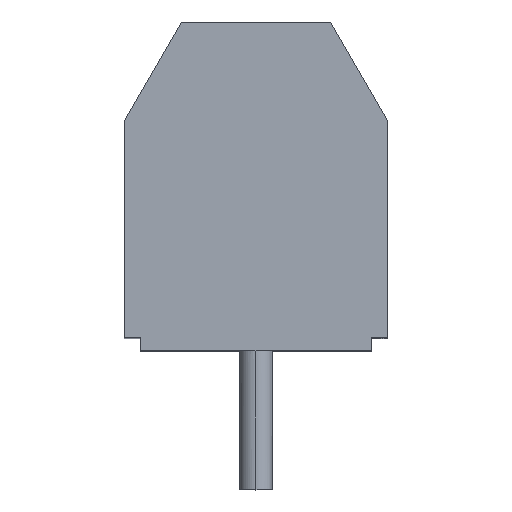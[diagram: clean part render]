
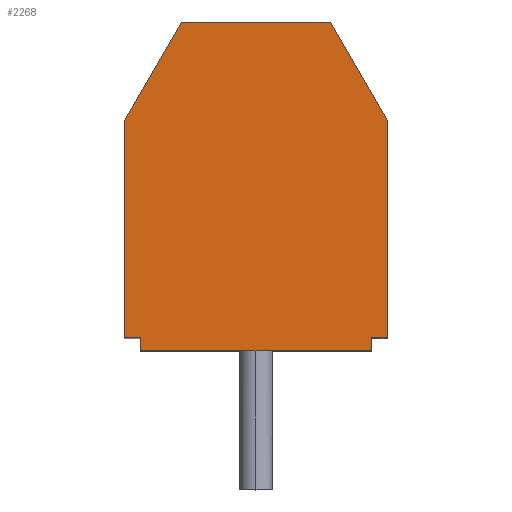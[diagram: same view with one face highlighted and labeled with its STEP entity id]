
A CAD part, top view. The second image highlights one B-rep face of the part: STEP entity #2268.
In plain terms, the highlighted planar face has unit normal (0, 0, 1).
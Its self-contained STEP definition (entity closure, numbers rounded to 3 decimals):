
#449 = VERTEX_POINT ( 'NONE', #4565 ) ;
#451 = EDGE_CURVE ( 'NONE', #452, #449, #4564, .T. ) ;
#452 = VERTEX_POINT ( 'NONE', #4560 ) ;
#1123 = VERTEX_POINT ( 'NONE', #5663 ) ;
#1125 = EDGE_CURVE ( 'NONE', #449, #1123, #5662, .T. ) ;
#1129 = VERTEX_POINT ( 'NONE', #5652 ) ;
#1136 = EDGE_CURVE ( 'NONE', #452, #1137, #5651, .T. ) ;
#1137 = VERTEX_POINT ( 'NONE', #5647 ) ;
#1186 = EDGE_CURVE ( 'NONE', #1123, #1129, #5752, .T. ) ;
#1610 = VERTEX_POINT ( 'NONE', #6328 ) ;
#1656 = VERTEX_POINT ( 'NONE', #6379 ) ;
#1659 = EDGE_CURVE ( 'NONE', #1610, #1656, #6378, .T. ) ;
#1675 = VERTEX_POINT ( 'NONE', #6465 ) ;
#1680 = EDGE_CURVE ( 'NONE', #1656, #1675, #6458, .T. ) ;
#1723 = EDGE_CURVE ( 'NONE', #1675, #1137, #6554, .T. ) ;
#2245 = ORIENTED_EDGE ( 'NONE', *, *, #2246, .F. ) ;
#2246 = EDGE_CURVE ( 'NONE', #2247, #1129, #7722, .T. ) ;
#2247 = VERTEX_POINT ( 'NONE', #7714 ) ;
#2248 = ORIENTED_EDGE ( 'NONE', *, *, #2249, .F. ) ;
#2249 = EDGE_CURVE ( 'NONE', #2262, #2247, #7713, .T. ) ;
#2250 = ORIENTED_EDGE ( 'NONE', *, *, #2267, .T. ) ;
#2251 = ORIENTED_EDGE ( 'NONE', *, *, #1659, .T. ) ;
#2252 = ORIENTED_EDGE ( 'NONE', *, *, #1680, .T. ) ;
#2253 = ORIENTED_EDGE ( 'NONE', *, *, #1723, .T. ) ;
#2254 = ORIENTED_EDGE ( 'NONE', *, *, #1136, .F. ) ;
#2255 = ORIENTED_EDGE ( 'NONE', *, *, #451, .T. ) ;
#2262 = VERTEX_POINT ( 'NONE', #7694 ) ;
#2267 = EDGE_CURVE ( 'NONE', #2262, #1610, #7758, .T. ) ;
#2268 = ADVANCED_FACE ( 'NONE', ( #7754 ), #7753, .T. ) ;
#2269 = EDGE_LOOP ( 'NONE', ( #2245, #2248, #2250, #2251, #2252, #2253, #2254, #2255, #2313, #2314 ) ) ;
#2313 = ORIENTED_EDGE ( 'NONE', *, *, #1125, .T. ) ;
#2314 = ORIENTED_EDGE ( 'NONE', *, *, #1186, .T. ) ;
#4560 = CARTESIAN_POINT ( 'NONE',  ( -3.062, -2.845, 0. ) ) ;
#4561 = DIRECTION ( 'NONE',  ( 0., -1., 0. ) ) ;
#4562 = VECTOR ( 'NONE', #4561, 1000. ) ;
#4563 = CARTESIAN_POINT ( 'NONE',  ( -3.062, -3.045, 0. ) ) ;
#4564 = LINE ( 'NONE', #4563, #4562 ) ;
#4565 = CARTESIAN_POINT ( 'NONE',  ( -3.062, -3.245, 0. ) ) ;
#5647 = CARTESIAN_POINT ( 'NONE',  ( -3.562, -2.845, 0. ) ) ;
#5648 = DIRECTION ( 'NONE',  ( -1., 0., 0. ) ) ;
#5649 = VECTOR ( 'NONE', #5648, 1000. ) ;
#5650 = CARTESIAN_POINT ( 'NONE',  ( 0.438, -2.845, 0. ) ) ;
#5651 = LINE ( 'NONE', #5650, #5649 ) ;
#5652 = CARTESIAN_POINT ( 'NONE',  ( 3.938, -2.845, 0. ) ) ;
#5659 = DIRECTION ( 'NONE',  ( 1., 0., 0. ) ) ;
#5660 = VECTOR ( 'NONE', #5659, 1000. ) ;
#5661 = CARTESIAN_POINT ( 'NONE',  ( 0.438, -3.245, 0. ) ) ;
#5662 = LINE ( 'NONE', #5661, #5660 ) ;
#5663 = CARTESIAN_POINT ( 'NONE',  ( 3.938, -3.245, 0. ) ) ;
#5749 = DIRECTION ( 'NONE',  ( 0., 1., 0. ) ) ;
#5750 = VECTOR ( 'NONE', #5749, 1000. ) ;
#5751 = CARTESIAN_POINT ( 'NONE',  ( 3.938, 1.755, 0. ) ) ;
#5752 = LINE ( 'NONE', #5751, #5750 ) ;
#6328 = CARTESIAN_POINT ( 'NONE',  ( 2.706, 6.755, 0. ) ) ;
#6376 = VECTOR ( 'NONE', #6435, 1000. ) ;
#6377 = CARTESIAN_POINT ( 'NONE',  ( 0.438, 6.755, 0. ) ) ;
#6378 = LINE ( 'NONE', #6377, #6376 ) ;
#6379 = CARTESIAN_POINT ( 'NONE',  ( -1.83, 6.755, 0. ) ) ;
#6435 = DIRECTION ( 'NONE',  ( -1., 0., 0. ) ) ;
#6455 = DIRECTION ( 'NONE',  ( -0.5, -0.866, 0. ) ) ;
#6456 = VECTOR ( 'NONE', #6455, 1000. ) ;
#6457 = CARTESIAN_POINT ( 'NONE',  ( -1.83, 6.755, 0. ) ) ;
#6458 = LINE ( 'NONE', #6457, #6456 ) ;
#6465 = CARTESIAN_POINT ( 'NONE',  ( -3.562, 3.755, 0. ) ) ;
#6551 = DIRECTION ( 'NONE',  ( 0., -1., 0. ) ) ;
#6552 = VECTOR ( 'NONE', #6551, 1000. ) ;
#6553 = CARTESIAN_POINT ( 'NONE',  ( -3.562, 1.755, 0. ) ) ;
#6554 = LINE ( 'NONE', #6553, #6552 ) ;
#7694 = CARTESIAN_POINT ( 'NONE',  ( 4.438, 3.755, 0. ) ) ;
#7710 = DIRECTION ( 'NONE',  ( 0., -1., 0. ) ) ;
#7711 = VECTOR ( 'NONE', #7710, 1000. ) ;
#7712 = CARTESIAN_POINT ( 'NONE',  ( 4.438, 0.455, 0. ) ) ;
#7713 = LINE ( 'NONE', #7712, #7711 ) ;
#7714 = CARTESIAN_POINT ( 'NONE',  ( 4.438, -2.845, 0. ) ) ;
#7715 = DIRECTION ( 'NONE',  ( -1., 0., 0. ) ) ;
#7716 = VECTOR ( 'NONE', #7715, 1000. ) ;
#7717 = CARTESIAN_POINT ( 'NONE',  ( 4.188, -2.845, 0. ) ) ;
#7722 = LINE ( 'NONE', #7717, #7716 ) ;
#7749 = DIRECTION ( 'NONE',  ( 1., 0., 0. ) ) ;
#7750 = DIRECTION ( 'NONE',  ( 0., 0., 1. ) ) ;
#7751 = CARTESIAN_POINT ( 'NONE',  ( -3.562, -3.245, 0. ) ) ;
#7752 = AXIS2_PLACEMENT_3D ( 'NONE', #7751, #7750, #7749 ) ;
#7753 = PLANE ( 'NONE',  #7752 ) ;
#7754 = FACE_OUTER_BOUND ( 'NONE', #2269, .T. ) ;
#7755 = DIRECTION ( 'NONE',  ( -0.5, 0.866, 0. ) ) ;
#7756 = VECTOR ( 'NONE', #7755, 1000. ) ;
#7757 = CARTESIAN_POINT ( 'NONE',  ( 4.438, 3.755, 0. ) ) ;
#7758 = LINE ( 'NONE', #7757, #7756 ) ;
